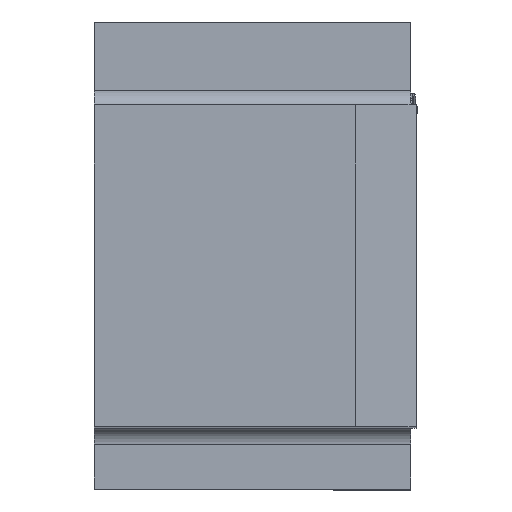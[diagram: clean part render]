
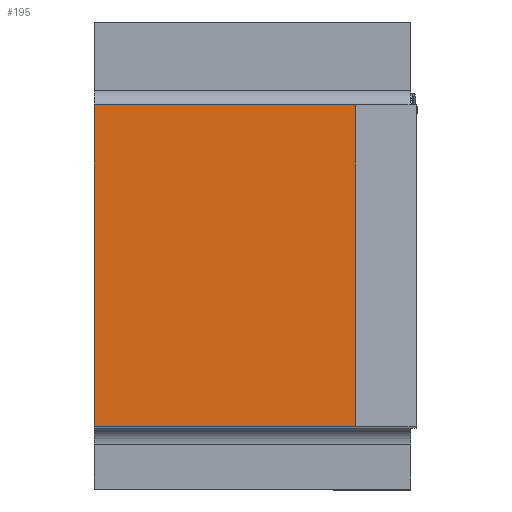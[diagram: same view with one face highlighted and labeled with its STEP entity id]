
A CAD part, top view. The second image highlights one B-rep face of the part: STEP entity #195.
In plain terms, the highlighted planar face has unit normal (0, 0, 1).
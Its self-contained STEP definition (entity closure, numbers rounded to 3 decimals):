
#195=ADVANCED_FACE('CU_BACK_SU1',(#328),#279,.F.);
#279=PLANE('',#1857);
#328=FACE_OUTER_BOUND('',#415,.T.);
#415=EDGE_LOOP('',(#903,#904,#905,#906));
#492=LINE('',#2481,#644);
#510=LINE('',#2573,#662);
#518=LINE('',#2592,#670);
#542=LINE('',#2667,#694);
#644=VECTOR('',#1995,1.);
#662=VECTOR('',#2039,1.);
#670=VECTOR('',#2053,1.);
#694=VECTOR('',#2113,1.);
#903=ORIENTED_EDGE('',*,*,#1482,.T.);
#904=ORIENTED_EDGE('',*,*,#1529,.T.);
#905=ORIENTED_EDGE('',*,*,#1492,.T.);
#906=ORIENTED_EDGE('',*,*,#1454,.F.);
#1293=VERTEX_POINT('',#2480);
#1294=VERTEX_POINT('',#2482);
#1313=VERTEX_POINT('',#2571);
#1319=VERTEX_POINT('',#2584);
#1454=EDGE_CURVE('',#1293,#1294,#492,.T.);
#1482=EDGE_CURVE('',#1293,#1313,#510,.T.);
#1492=EDGE_CURVE('',#1319,#1294,#518,.T.);
#1529=EDGE_CURVE('',#1313,#1319,#542,.T.);
#1857=AXIS2_PLACEMENT_3D('',#2668,#2114,#2115);
#1995=DIRECTION('',(0.,1.,0.));
#2039=DIRECTION('',(1.,0.,0.));
#2053=DIRECTION('',(-1.,0.,0.));
#2113=DIRECTION('',(0.,1.,0.));
#2114=DIRECTION('',(0.,0.,-1.));
#2115=DIRECTION('',(-1.,0.,0.));
#2480=CARTESIAN_POINT('',(0.,0.,0.));
#2481=CARTESIAN_POINT('',(0.,35.8,0.));
#2482=CARTESIAN_POINT('',(0.,15.8,0.));
#2571=CARTESIAN_POINT('',(12.826,0.,0.));
#2573=CARTESIAN_POINT('',(38.673,0.,0.));
#2584=CARTESIAN_POINT('',(12.826,15.8,0.));
#2592=CARTESIAN_POINT('',(38.673,15.8,0.));
#2667=CARTESIAN_POINT('',(12.826,0.,0.));
#2668=CARTESIAN_POINT('',(38.673,35.8,0.));
